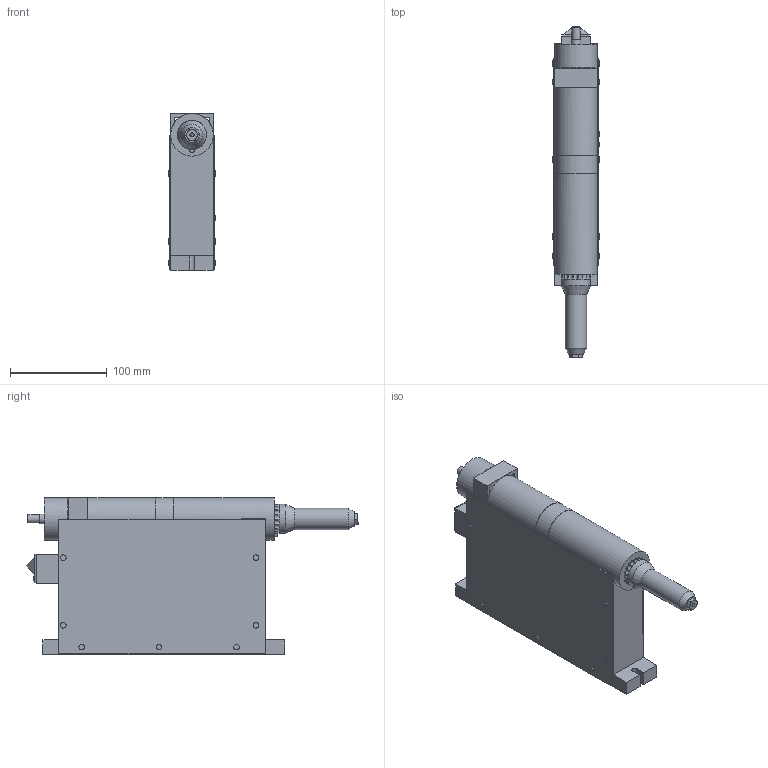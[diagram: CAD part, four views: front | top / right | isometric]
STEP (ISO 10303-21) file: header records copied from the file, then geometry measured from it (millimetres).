
FILE_DESCRIPTION(/* description */ (''),/* implementation_level */ '2;1');
FILE_NAME(/* name */ 'Nyt1.stp',/* time_stamp */ '2019-01-09T14:49:37+01:00',/* author */ ('havel'),/* organization */ ('BAEST'),/* preprocessor_version */ 'ST-DEVELOPER v17.2',/* originating_system */ 'Autodesk Inventor 2019',/* authorisation */ '');
FILE_SCHEMA (('AUTOMOTIVE_DESIGN { 1 0 10303 214 3 1 1 }'));
Length unit declared in the file: millimetre
Products named in the file (4): Nyt1; Body_Obal_1; Cap01; Head01
Assembly tree (3 placements, depth 2):
  Nyt1
    Body_Obal_1
    Cap01
    Head01
Bounding box: 49.3 x 343.05 x 162 mm (x, y, z)
Volume: 838625.2 mm3; surface area: 225521.4 mm2
Topology: 3 solids, 3 shells, 330 faces, 887 edges, 606 vertices
Faces by surface type: plane 236, cylinder 76, cone 17, torus 1
Full cylindrical faces by diameter (mm): 2.5 x2, 3 x1, 3.8 x1, 4.3 x1, 4.5 x4, 5 x1, 5.7 x14, 7.5 x1, 8.3 x1, 8.92 x1, 9.728 x1, 10 x2, 12 x1, 15.9 x1, 18.7 x2, 19 x1, 19.2 x1, 22 x1, 22.38 x1, 23 x1, 24 x1, 25 x2, 30 x1, 34.8 x1, 40 x1, 44 x4
Entity records: 11081 total; most frequent: CARTESIAN_POINT 1882, DIRECTION 1833, ORIENTED_EDGE 1774, EDGE_CURVE 887, AXIS2_PLACEMENT_3D 623, VERTEX_POINT 606, LINE 587, VECTOR 587
